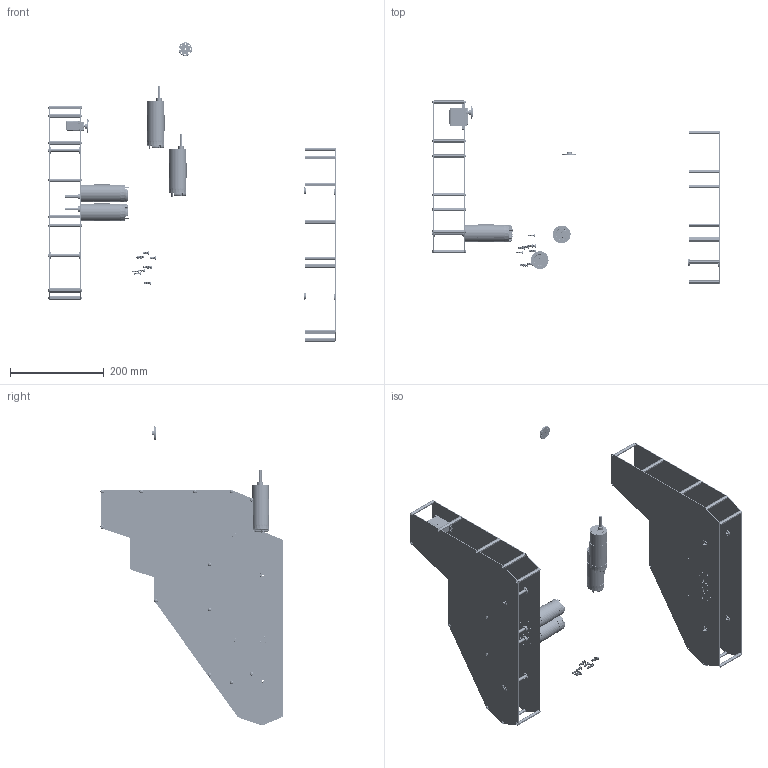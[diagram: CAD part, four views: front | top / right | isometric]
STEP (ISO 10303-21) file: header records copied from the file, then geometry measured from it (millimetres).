
FILE_DESCRIPTION(/* description */ (''),/* implementation_level */ '2;1');
FILE_NAME(/* name */ 'full assembly.stp',/* time_stamp */ '2024-08-01T14:54:26-04:00',/* author */ ('Preston'),/* organization */ (''),/* preprocessor_version */ 'ST-DEVELOPER v19.2',/* originating_system */ 'Autodesk Inventor 2024',/* authorisation */ '');
FILE_SCHEMA (('AUTOMOTIVE_DESIGN { 1 0 10303 214 3 1 1 }'));
Products named in the file (10): full assembly; centerstage design acrylic siding; 275-1019-001 Rev1; 76302-Flanged Bearing 6mmIDx14mm OD; centerstage design motor siding; Default; 2802-0004-0012; 44260_TXM TorqueNADO DC Motor; bar 2.8in; Servo Horn(25T)
Assembly tree (81 placements, depth 2):
  full assembly
    centerstage design acrylic siding  x2
    275-1019-001 Rev1  x24
    76302-Flanged Bearing 6mmIDx14mm OD  x8
    centerstage design motor siding  x2
    Default
    2802-0004-0012  x36
    44260_TXM TorqueNADO DC Motor  x4
    bar 2.8in  x2
    Servo Horn(25T)  x2
Bounding box: 616.18 x 391.45 x 639.68 mm (x, y, z)
Volume: 997470.3 mm3; surface area: 855464.5 mm2
Topology: 90 solids, 91 shells, 4855 faces, 12674 edges, 8462 vertices
Faces by surface type: cylinder 2341, plane 1719, cone 409, bspline 240, torus 102, sphere 44
Full cylindrical faces by diameter (mm): 1.6 x2, 1.7 x4, 2.2 x4, 2.38 x8, 2.5 x57, 2.54 x4, 2.794 x24, 3 x2, 3.048 x44, 3.221 x720, 3.3 x4, 3.5 x19, 4 x648, 4.191 x48, 5.26 x1, 6 x13, 6.05 x1, 6.096 x2, 7 x1, 7.6 x36, 8 x18, 10 x4, 10.9 x1, 11.6 x1, 12 x20, 12.37 x4, 12.9 x1, 13.97 x8, 14 x8, 15 x8
Entity records: 62241 total; most frequent: CARTESIAN_POINT 26396, ORIENTED_EDGE 7468, DIRECTION 7091, EDGE_CURVE 3734, AXIS2_PLACEMENT_3D 2620, VERTEX_POINT 2449, LINE 1851, VECTOR 1851
